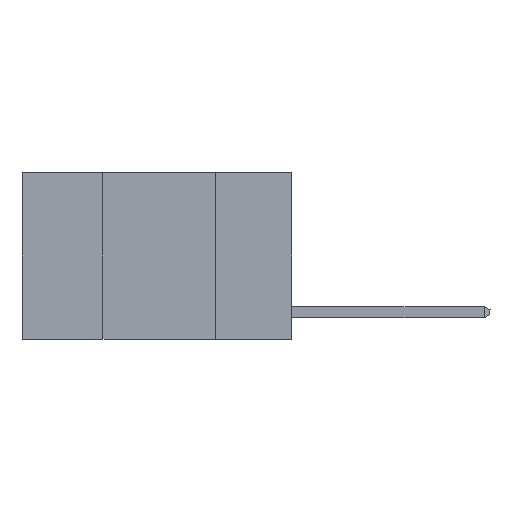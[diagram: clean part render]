
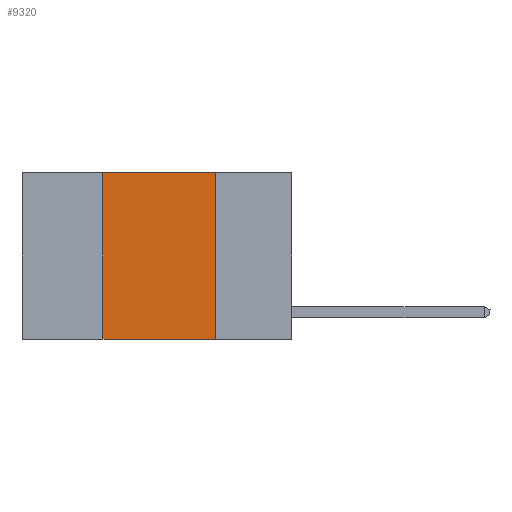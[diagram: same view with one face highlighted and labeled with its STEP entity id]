
A CAD part, left-side view. The second image highlights one B-rep face of the part: STEP entity #9320.
In plain terms, the highlighted planar face has unit normal (-1, 0, 0).
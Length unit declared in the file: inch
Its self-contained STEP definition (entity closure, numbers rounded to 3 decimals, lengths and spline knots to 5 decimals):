
#223 = VERTEX_POINT ( 'NONE', #6998 ) ;
#747 = DIRECTION ( 'NONE',  ( 0., -1., 0. ) ) ;
#1009 = PLANE ( 'NONE',  #3322 ) ;
#1253 = EDGE_CURVE ( 'NONE', #223, #9893, #5863, .T. ) ;
#1892 = EDGE_LOOP ( 'NONE', ( #10450, #13197, #5126, #10789 ) ) ;
#2068 = VECTOR ( 'NONE', #747, 39.37008 ) ;
#2115 = DIRECTION ( 'NONE',  ( 0., 0., -1. ) ) ;
#3322 = AXIS2_PLACEMENT_3D ( 'NONE', #7448, #8558, #2115 ) ;
#4860 = DIRECTION ( 'NONE',  ( 0., 0., 1. ) ) ;
#5126 = ORIENTED_EDGE ( 'NONE', *, *, #5676, .F. ) ;
#5130 = EDGE_CURVE ( 'NONE', #7234, #11814, #7803, .T. ) ;
#5512 = FACE_OUTER_BOUND ( 'NONE', #1892, .T. ) ;
#5676 = EDGE_CURVE ( 'NONE', #223, #7234, #7460, .T. ) ;
#5863 = LINE ( 'NONE', #6654, #8368 ) ;
#6119 = CARTESIAN_POINT ( 'NONE',  ( 0., 0.17, 0. ) ) ;
#6226 = CARTESIAN_POINT ( 'NONE',  ( 0., 0.17, 0. ) ) ;
#6654 = CARTESIAN_POINT ( 'NONE',  ( 0., 0.6, -0.37 ) ) ;
#6998 = CARTESIAN_POINT ( 'NONE',  ( 0., 0.42, -0.37 ) ) ;
#7234 = VERTEX_POINT ( 'NONE', #9572 ) ;
#7292 = DIRECTION ( 'NONE',  ( 0., 0., -1. ) ) ;
#7448 = CARTESIAN_POINT ( 'NONE',  ( 0., 0.6, 0. ) ) ;
#7460 = LINE ( 'NONE', #10129, #9947 ) ;
#7803 = LINE ( 'NONE', #8297, #2068 ) ;
#8297 = CARTESIAN_POINT ( 'NONE',  ( 0., 0.6, 0. ) ) ;
#8368 = VECTOR ( 'NONE', #8823, 39.37008 ) ;
#8558 = DIRECTION ( 'NONE',  ( 1., 0., 0. ) ) ;
#8823 = DIRECTION ( 'NONE',  ( 0., -1., 0. ) ) ;
#9320 = ADVANCED_FACE ( 'NONE', ( #5512 ), #1009, .F. ) ;
#9572 = CARTESIAN_POINT ( 'NONE',  ( 0., 0.42, 0. ) ) ;
#9717 = CARTESIAN_POINT ( 'NONE',  ( 0., 0.17, -0.37 ) ) ;
#9893 = VERTEX_POINT ( 'NONE', #9717 ) ;
#9947 = VECTOR ( 'NONE', #4860, 39.37008 ) ;
#10129 = CARTESIAN_POINT ( 'NONE',  ( 0., 0.42, 0. ) ) ;
#10450 = ORIENTED_EDGE ( 'NONE', *, *, #11664, .F. ) ;
#10476 = LINE ( 'NONE', #6226, #12899 ) ;
#10789 = ORIENTED_EDGE ( 'NONE', *, *, #1253, .T. ) ;
#11664 = EDGE_CURVE ( 'NONE', #11814, #9893, #10476, .T. ) ;
#11814 = VERTEX_POINT ( 'NONE', #6119 ) ;
#12899 = VECTOR ( 'NONE', #7292, 39.37008 ) ;
#13197 = ORIENTED_EDGE ( 'NONE', *, *, #5130, .F. ) ;
